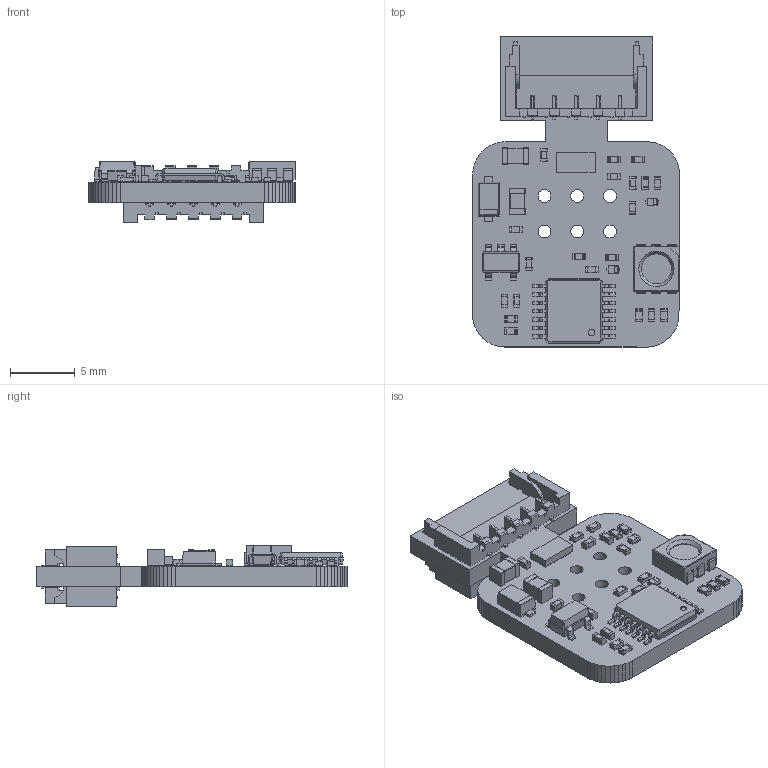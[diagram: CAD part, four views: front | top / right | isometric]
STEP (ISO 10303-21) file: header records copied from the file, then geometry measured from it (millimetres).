
FILE_DESCRIPTION(('KiCad electronic assembly'),'2;1');
FILE_NAME('Servo-One-Wire-Bridge.step','2024-01-10T00:52:47',('Pcbnew'), ('Kicad'),'Open CASCADE STEP processor 7.5','KiCad to STEP converter', 'Unknown');
FILE_SCHEMA(('AUTOMOTIVE_DESIGN { 1 0 10303 214 1 1 1 1 }'));
Length unit declared in the file: millimetre
Products named in the file (22): Servo-One-Wire-Bridge 1; R_0402_1005Metric; D_SOD-923; D_SOD_923; C_0402_1005Metric; SOT-23-5; SOT_23_5; SLG59H1126V; ASSEMBLY; TSSOP-14_4.4x5mm_P0.65mm; TSSOP_14_44x5mm_P065mm; C_0805_2012Metric; D_SOD-123F; D_SOD_123F; LED_RGB_5050-6; LED_RGB_5050_6; DF65-5P-1.7V_21_; DF65-5P-1.7V; Servo-One-Wire-Bridge PCB
Assembly tree (42 placements, depth 3):
  Servo-One-Wire-Bridge 1
    R_0402_1005Metric  x12
      R_0402_1005Metric
    D_SOD-923  x2
      D_SOD_923
    C_0402_1005Metric  x8
      C_0402_1005Metric
    SOT-23-5
      SOT_23_5
    SLG59H1126V
      ASSEMBLY
    TSSOP-14_4.4x5mm_P0.65mm
      TSSOP_14_44x5mm_P065mm
    C_0805_2012Metric  x2
      C_0805_2012Metric
    D_SOD-123F
      D_SOD_123F
    LED_RGB_5050-6
      LED_RGB_5050_6
    DF65-5P-1.7V_21_  x2
      DF65-5P-1.7V
    Servo-One-Wire-Bridge PCB
Bounding box: 16.02 x 24.02 x 4.8 mm (x, y, z)
Volume: 635.9 mm3; surface area: 1405.7 mm2
Topology: 46 solids, 46 shells, 1739 faces, 4628 edges, 2994 vertices
Faces by surface type: plane 1221, cylinder 317, bspline 197, extrusion 4
Full cylindrical faces by diameter (mm): 0.5 x1, 1 x6
Entity records: 68048 total; most frequent: CARTESIAN_POINT 13866, DIRECTION 8349, VECTOR 6076, LINE 6074, ORIENTED_EDGE 5204, PCURVE 5204, DEFINITIONAL_REPRESENTATION 5204, EDGE_CURVE 2602
